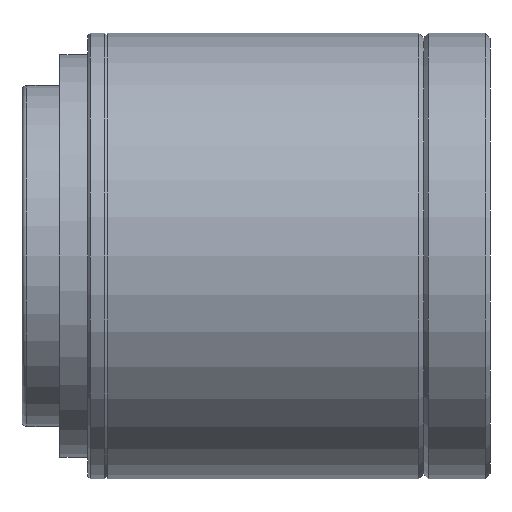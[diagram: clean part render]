
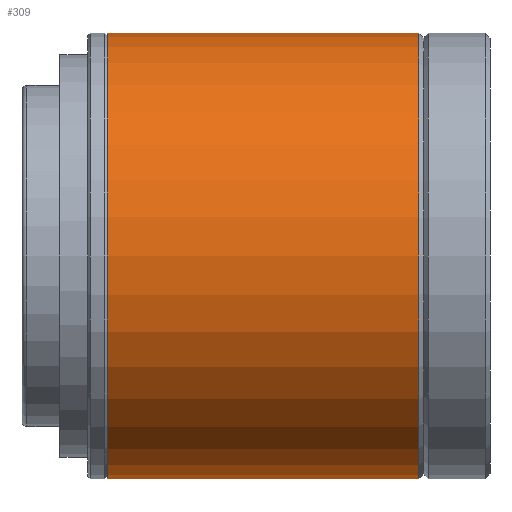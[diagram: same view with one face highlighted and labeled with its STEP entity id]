
A CAD part, front view. The second image highlights one B-rep face of the part: STEP entity #309.
In plain terms, the highlighted cylindrical face has radius 47 mm (diameter 94 mm), a partial arc.
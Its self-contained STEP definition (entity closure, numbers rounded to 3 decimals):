
#10 = CARTESIAN_POINT ( 'NONE',  ( -9.486, 0., 47. ) ) ;
#17 = VECTOR ( 'NONE', #367, 1000. ) ;
#41 = CARTESIAN_POINT ( 'NONE',  ( 9.514, 0., 47. ) ) ;
#52 = LINE ( 'NONE', #503, #68 ) ;
#56 = ORIENTED_EDGE ( 'NONE', *, *, #77, .T. ) ;
#63 = VERTEX_POINT ( 'NONE', #41 ) ;
#68 = VECTOR ( 'NONE', #257, 1000. ) ;
#77 = EDGE_CURVE ( 'NONE', #369, #762, #261, .T. ) ;
#125 = FACE_OUTER_BOUND ( 'NONE', #696, .T. ) ;
#148 = DIRECTION ( 'NONE',  ( 0., 0., 1. ) ) ;
#159 = CARTESIAN_POINT ( 'NONE',  ( 9.514, 0., 0. ) ) ;
#206 = CARTESIAN_POINT ( 'NONE',  ( 75.324, 0., 0. ) ) ;
#218 = DIRECTION ( 'NONE',  ( 0., 0., 1. ) ) ;
#257 = DIRECTION ( 'NONE',  ( -1., 0., 0. ) ) ;
#261 = CIRCLE ( 'NONE', #473, 47. ) ;
#280 = EDGE_CURVE ( 'NONE', #515, #63, #575, .T. ) ;
#308 = CARTESIAN_POINT ( 'NONE',  ( 75.324, 0., 47. ) ) ;
#309 = ADVANCED_FACE ( 'NONE', ( #125 ), #450, .T. ) ;
#343 = CARTESIAN_POINT ( 'NONE',  ( -9.486, 0., 0. ) ) ;
#367 = DIRECTION ( 'NONE',  ( -1., 0., 0. ) ) ;
#369 = VERTEX_POINT ( 'NONE', #570 ) ;
#422 = AXIS2_PLACEMENT_3D ( 'NONE', #159, #573, #218 ) ;
#450 = CYLINDRICAL_SURFACE ( 'NONE', #574, 47. ) ;
#468 = EDGE_CURVE ( 'NONE', #369, #515, #52, .T. ) ;
#473 = AXIS2_PLACEMENT_3D ( 'NONE', #206, #512, #148 ) ;
#491 = ORIENTED_EDGE ( 'NONE', *, *, #468, .F. ) ;
#501 = DIRECTION ( 'NONE',  ( -1., 0., 0. ) ) ;
#503 = CARTESIAN_POINT ( 'NONE',  ( -9.486, 0., -47. ) ) ;
#512 = DIRECTION ( 'NONE',  ( -1., 0., 0. ) ) ;
#513 = CARTESIAN_POINT ( 'NONE',  ( 9.514, 0., -47. ) ) ;
#515 = VERTEX_POINT ( 'NONE', #513 ) ;
#570 = CARTESIAN_POINT ( 'NONE',  ( 75.324, 0., -47. ) ) ;
#573 = DIRECTION ( 'NONE',  ( -1., 0., 0. ) ) ;
#574 = AXIS2_PLACEMENT_3D ( 'NONE', #343, #501, #729 ) ;
#575 = CIRCLE ( 'NONE', #422, 47. ) ;
#589 = ORIENTED_EDGE ( 'NONE', *, *, #280, .F. ) ;
#592 = ORIENTED_EDGE ( 'NONE', *, *, #623, .T. ) ;
#623 = EDGE_CURVE ( 'NONE', #762, #63, #644, .T. ) ;
#644 = LINE ( 'NONE', #10, #17 ) ;
#696 = EDGE_LOOP ( 'NONE', ( #491, #56, #592, #589 ) ) ;
#729 = DIRECTION ( 'NONE',  ( 0., 0., 1. ) ) ;
#762 = VERTEX_POINT ( 'NONE', #308 ) ;
